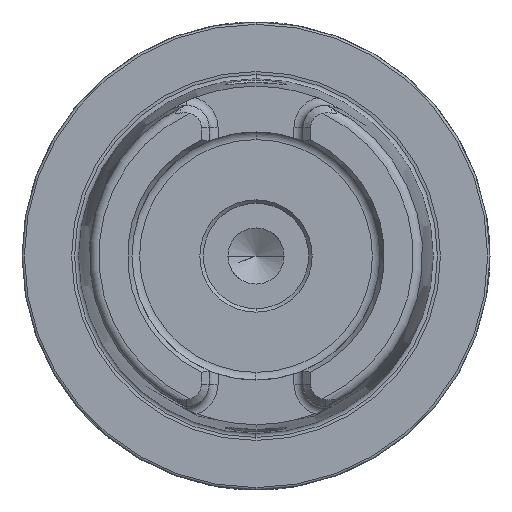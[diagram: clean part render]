
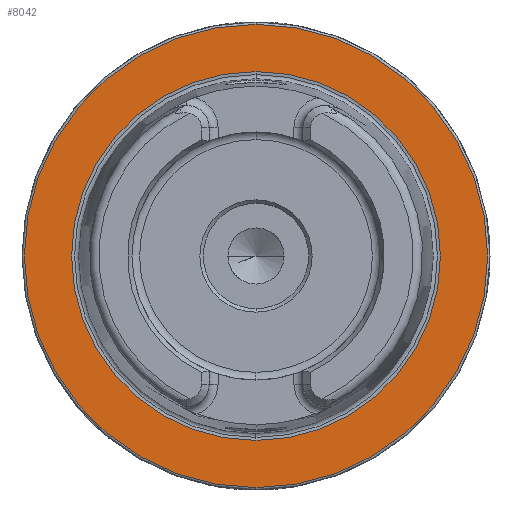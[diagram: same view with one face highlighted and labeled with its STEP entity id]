
A CAD part, left-side view. The second image highlights one B-rep face of the part: STEP entity #8042.
In plain terms, the highlighted planar face has unit normal (-1, 0, 0).
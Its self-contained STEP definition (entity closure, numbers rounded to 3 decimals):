
#14 = CIRCLE ( 'NONE', #5837, 39.405 ) ;
#255 = AXIS2_PLACEMENT_3D ( 'NONE', #8821, #3708, #5086 ) ;
#408 = CARTESIAN_POINT ( 'NONE',  ( 0., 0., -39.405 ) ) ;
#497 = EDGE_LOOP ( 'NONE', ( #3590, #10432 ) ) ;
#1544 = VERTEX_POINT ( 'NONE', #15986 ) ;
#1805 = CARTESIAN_POINT ( 'NONE',  ( 0., 0., -49.5 ) ) ;
#3066 = DIRECTION ( 'NONE',  ( -1., 0., 0. ) ) ;
#3529 = CARTESIAN_POINT ( 'NONE',  ( 0., 0., 0. ) ) ;
#3590 = ORIENTED_EDGE ( 'NONE', *, *, #12043, .F. ) ;
#3708 = DIRECTION ( 'NONE',  ( 1., 0., 0. ) ) ;
#3869 = FACE_BOUND ( 'NONE', #497, .T. ) ;
#5005 = DIRECTION ( 'NONE',  ( -1., 0., 0. ) ) ;
#5086 = DIRECTION ( 'NONE',  ( 0., 0., -1. ) ) ;
#5706 = ORIENTED_EDGE ( 'NONE', *, *, #10646, .T. ) ;
#5837 = AXIS2_PLACEMENT_3D ( 'NONE', #8279, #3066, #9483 ) ;
#5983 = VERTEX_POINT ( 'NONE', #16353 ) ;
#6379 = AXIS2_PLACEMENT_3D ( 'NONE', #15296, #5005, #9043 ) ;
#8042 = ADVANCED_FACE ( 'NONE', ( #3869, #9447 ), #12689, .F. ) ;
#8279 = CARTESIAN_POINT ( 'NONE',  ( 0., 0., 0. ) ) ;
#8444 = DIRECTION ( 'NONE',  ( -1., 0., 0. ) ) ;
#8668 = DIRECTION ( 'NONE',  ( 0., 0., 1. ) ) ;
#8821 = CARTESIAN_POINT ( 'NONE',  ( 0., 49.5, 0. ) ) ;
#8928 = AXIS2_PLACEMENT_3D ( 'NONE', #3529, #12558, #8668 ) ;
#9043 = DIRECTION ( 'NONE',  ( 0., 0., 1. ) ) ;
#9447 = FACE_OUTER_BOUND ( 'NONE', #11185, .T. ) ;
#9483 = DIRECTION ( 'NONE',  ( 0., 0., 1. ) ) ;
#10432 = ORIENTED_EDGE ( 'NONE', *, *, #14796, .F. ) ;
#10497 = CIRCLE ( 'NONE', #6379, 39.405 ) ;
#10646 = EDGE_CURVE ( 'NONE', #1544, #16376, #13103, .T. ) ;
#10974 = DIRECTION ( 'NONE',  ( 0., 0., 1. ) ) ;
#11185 = EDGE_LOOP ( 'NONE', ( #5706, #14636 ) ) ;
#12043 = EDGE_CURVE ( 'NONE', #5983, #14768, #10497, .T. ) ;
#12558 = DIRECTION ( 'NONE',  ( -1., 0., 0. ) ) ;
#12689 = PLANE ( 'NONE',  #255 ) ;
#12811 = CIRCLE ( 'NONE', #8928, 49.5 ) ;
#13103 = CIRCLE ( 'NONE', #14840, 49.5 ) ;
#13424 = CARTESIAN_POINT ( 'NONE',  ( 0., 0., 0. ) ) ;
#13462 = EDGE_CURVE ( 'NONE', #16376, #1544, #12811, .T. ) ;
#14636 = ORIENTED_EDGE ( 'NONE', *, *, #13462, .T. ) ;
#14768 = VERTEX_POINT ( 'NONE', #408 ) ;
#14796 = EDGE_CURVE ( 'NONE', #14768, #5983, #14, .T. ) ;
#14840 = AXIS2_PLACEMENT_3D ( 'NONE', #13424, #8444, #10974 ) ;
#15296 = CARTESIAN_POINT ( 'NONE',  ( 0., 0., 0. ) ) ;
#15986 = CARTESIAN_POINT ( 'NONE',  ( 0., 0., 49.5 ) ) ;
#16353 = CARTESIAN_POINT ( 'NONE',  ( 0., 0., 39.405 ) ) ;
#16376 = VERTEX_POINT ( 'NONE', #1805 ) ;
